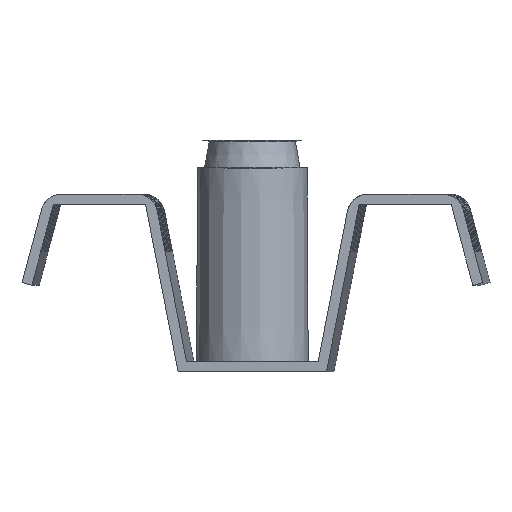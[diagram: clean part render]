
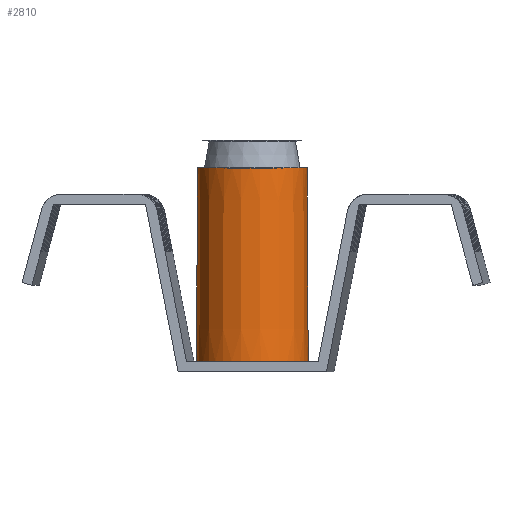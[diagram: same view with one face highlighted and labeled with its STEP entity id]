
A CAD part, front view. The second image highlights one B-rep face of the part: STEP entity #2810.
In plain terms, the highlighted conical face has half-angle 0.319 degrees and reference radius 8.1 mm.
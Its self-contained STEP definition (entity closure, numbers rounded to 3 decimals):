
#17=CONICAL_SURFACE('',#2991,8.099,0.006);
#166=FACE_OUTER_BOUND('',#289,.T.);
#289=EDGE_LOOP('',(#2302,#2303,#2304,#2305));
#669=LINE('',#4428,#1037);
#1037=VECTOR('',#3553,8.099);
#1151=CIRCLE('',#2992,8.259);
#1152=CIRCLE('',#2993,8.099);
#1404=VERTEX_POINT('',#4425);
#1405=VERTEX_POINT('',#4427);
#1759=EDGE_CURVE('',#1404,#1404,#1151,.T.);
#1760=EDGE_CURVE('',#1404,#1405,#669,.T.);
#1761=EDGE_CURVE('',#1405,#1405,#1152,.F.);
#2302=ORIENTED_EDGE('',*,*,#1759,.F.);
#2303=ORIENTED_EDGE('',*,*,#1760,.T.);
#2304=ORIENTED_EDGE('',*,*,#1761,.F.);
#2305=ORIENTED_EDGE('',*,*,#1760,.F.);
#2810=ADVANCED_FACE('',(#166),#17,.T.);
#2991=AXIS2_PLACEMENT_3D('',#4424,#3549,#3550);
#2992=AXIS2_PLACEMENT_3D('',#4426,#3551,#3552);
#2993=AXIS2_PLACEMENT_3D('',#4429,#3554,#3555);
#3549=DIRECTION('center_axis',(0.,0.,
-1.));
#3550=DIRECTION('ref_axis',(-0.476,0.879,0.));
#3551=DIRECTION('center_axis',(0.,0.,
-1.));
#3552=DIRECTION('ref_axis',(-0.476,0.879,0.));
#3553=DIRECTION('',(-0.003,0.005,1.));
#3554=DIRECTION('center_axis',(0.,0.,
-1.));
#3555=DIRECTION('ref_axis',(-0.035,-0.999,0.));
#4424=CARTESIAN_POINT('Origin',(48.34,130.719,16.985));
#4425=CARTESIAN_POINT('',(52.273,123.456,-11.71));
#4426=CARTESIAN_POINT('Origin',(48.34,130.719,-11.71));
#4427=CARTESIAN_POINT('',(52.196,123.596,16.985));
#4428=CARTESIAN_POINT('',(52.196,123.596,16.985));
#4429=CARTESIAN_POINT('Origin',(48.34,130.719,16.985));
